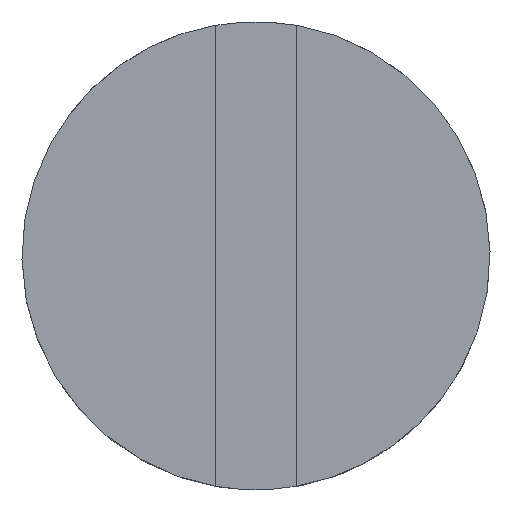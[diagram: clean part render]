
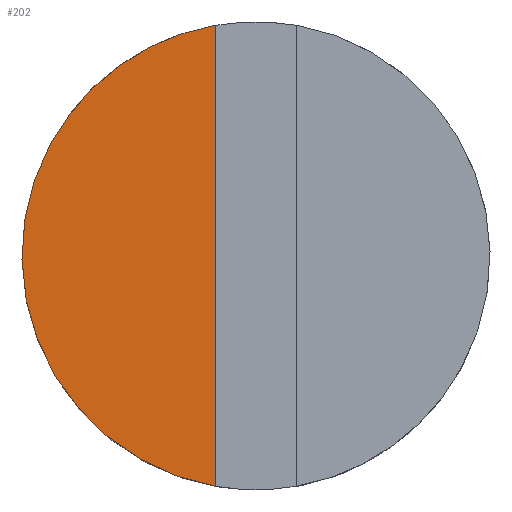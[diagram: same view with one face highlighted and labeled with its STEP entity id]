
A CAD part, top view. The second image highlights one B-rep face of the part: STEP entity #202.
In plain terms, the highlighted planar face has unit normal (0, 0, 1).
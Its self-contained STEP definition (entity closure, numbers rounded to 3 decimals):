
#147=AXIS2_PLACEMENT_3D('Plane Axis2P3D',#144,#145,#146) ;
#187=AXIS2_PLACEMENT_3D('Circle Axis2P3D',#185,#186,$) ;
#194=AXIS2_PLACEMENT_3D('Circle Axis2P3D',#192,#193,$) ;
#144=CARTESIAN_POINT('Axis2P3D Location',(7.,3.5,37.764)) ;
#176=CARTESIAN_POINT('Line Origine',(2.9,3.5,37.764)) ;
#180=CARTESIAN_POINT('Vertex',(2.9,0.052,37.764)) ;
#182=CARTESIAN_POINT('Vertex',(2.9,6.948,37.764)) ;
#185=CARTESIAN_POINT('Axis2P3D Location',(3.5,3.5,37.764)) ;
#189=CARTESIAN_POINT('Vertex',(0.428,5.178,37.764)) ;
#192=CARTESIAN_POINT('Axis2P3D Location',(3.5,3.5,37.764)) ;
#145=DIRECTION('Axis2P3D Direction',(0.,0.,-1.)) ;
#146=DIRECTION('Axis2P3D XDirection',(1.,0.,0.)) ;
#177=DIRECTION('Vector Direction',(0.,1.,0.)) ;
#186=DIRECTION('Axis2P3D Direction',(0.,0.,-1.)) ;
#193=DIRECTION('Axis2P3D Direction',(0.,0.,-1.)) ;
#178=VECTOR('Line Direction',#177,1.) ;
#198=ORIENTED_EDGE('',*,*,#184,.T.) ;
#199=ORIENTED_EDGE('',*,*,#191,.F.) ;
#200=ORIENTED_EDGE('',*,*,#196,.F.) ;
#202=ADVANCED_FACE('Koerper.2',(#201),#148,.F.) ;
#188=CIRCLE('generated circle',#187,3.5) ;
#195=CIRCLE('generated circle',#194,3.5) ;
#184=EDGE_CURVE('',#181,#183,#179,.T.) ;
#191=EDGE_CURVE('',#190,#183,#188,.T.) ;
#196=EDGE_CURVE('',#181,#190,#195,.T.) ;
#197=EDGE_LOOP('',(#198,#199,#200)) ;
#201=FACE_OUTER_BOUND('',#197,.T.) ;
#179=LINE('Line',#176,#178) ;
#148=PLANE('',#147) ;
#181=VERTEX_POINT('',#180) ;
#183=VERTEX_POINT('',#182) ;
#190=VERTEX_POINT('',#189) ;
